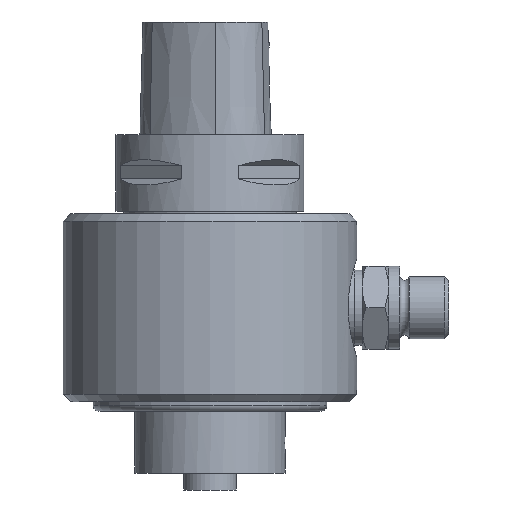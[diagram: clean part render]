
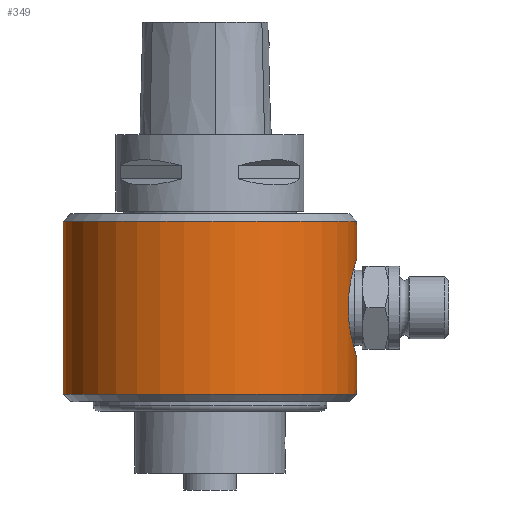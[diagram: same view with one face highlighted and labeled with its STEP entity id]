
A CAD part, left-side view. The second image highlights one B-rep face of the part: STEP entity #349.
In plain terms, the highlighted cylindrical face has radius 39 mm (diameter 78 mm), a full revolution.
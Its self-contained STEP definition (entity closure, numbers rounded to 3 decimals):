
#100=B_SPLINE_CURVE_WITH_KNOTS('',3,(#2105,#2106,#2107,#2108,#2109,#2110,#2111,#2112,
     #2113,#2114,#2115,#2116,#2117,#2118,#2119,#2120,#2121,#2122),.UNSPECIFIED.,
     .T.,.F.,(2,2,2,2,2,2,2,2,2,2,2),(-0.125,0.0,0.125,0.25,0.375,0.5,0.625,0.75,
     0.875,1.0,1.125),.UNSPECIFIED.);
#210=CYLINDRICAL_SURFACE('',#1431,39.0);
#349=ADVANCED_FACE('',(#476,#477,#478),#210,.T.);
#476=FACE_BOUND('',#586,.T.);
#477=FACE_BOUND('',#587,.T.);
#478=FACE_BOUND('',#588,.T.);
#586=EDGE_LOOP('',(#799));
#587=EDGE_LOOP('',(#800));
#588=EDGE_LOOP('',(#801));
#799=ORIENTED_EDGE('',*,*,#1184,.F.);
#800=ORIENTED_EDGE('',*,*,#1182,.T.);
#801=ORIENTED_EDGE('',*,*,#1180,.T.);
#1047=VERTEX_POINT('',#2096);
#1049=VERTEX_POINT('',#2101);
#1051=VERTEX_POINT('',#2123);
#1180=EDGE_CURVE('',#1047,#1047,#1306,.T.);
#1182=EDGE_CURVE('',#1049,#1049,#1308,.T.);
#1184=EDGE_CURVE('',#1051,#1051,#100,.T.);
#1306=CIRCLE('',#1425,39.0);
#1308=CIRCLE('',#1428,39.0);
#1425=AXIS2_PLACEMENT_3D('',#2095,#1696,#1697);
#1428=AXIS2_PLACEMENT_3D('',#2100,#1702,#1703);
#1431=AXIS2_PLACEMENT_3D('',#2124,#1708,#1709);
#1696=DIRECTION('',(0.0,0.0,1.0));
#1697=DIRECTION('',(0.0,-1.0,0.0));
#1702=DIRECTION('',(0.0,0.0,-1.0));
#1703=DIRECTION('',(0.0,1.0,0.0));
#1708=DIRECTION('',(0.0,0.0,-1.0));
#1709=DIRECTION('',(0.0,-1.0,0.0));
#2095=CARTESIAN_POINT('',(0.0,0.0,-69.0));
#2096=CARTESIAN_POINT('',(0.0,-39.0,-69.0));
#2100=CARTESIAN_POINT('',(0.0,0.0,-23.0));
#2101=CARTESIAN_POINT('',(0.0,39.0,-23.0));
#2105=CARTESIAN_POINT('',(3.462,-39.0,-33.0));
#2106=CARTESIAN_POINT('',(-3.462,-39.0,-33.0));
#2107=CARTESIAN_POINT('',(-6.817,-38.478,-34.43));
#2108=CARTESIAN_POINT('',(-11.575,-37.323,-39.191));
#2109=CARTESIAN_POINT('',(-12.998,-36.77,-42.572));
#2110=CARTESIAN_POINT('',(-13.002,-36.769,-49.41));
#2111=CARTESIAN_POINT('',(-11.585,-37.321,-52.8));
#2112=CARTESIAN_POINT('',(-6.799,-38.482,-57.586));
#2113=CARTESIAN_POINT('',(-3.416,-39.,-58.999));
#2114=CARTESIAN_POINT('',(3.405,-39.,-59.001));
#2115=CARTESIAN_POINT('',(6.79,-38.484,-57.594));
#2116=CARTESIAN_POINT('',(11.593,-37.319,-52.793));
#2117=CARTESIAN_POINT('',(13.,-36.77,-49.428));
#2118=CARTESIAN_POINT('',(13.,-36.769,-42.574));
#2119=CARTESIAN_POINT('',(11.578,-37.323,-39.194));
#2120=CARTESIAN_POINT('',(6.812,-38.479,-34.426));
#2121=CARTESIAN_POINT('',(3.462,-39.0,-33.0));
#2122=CARTESIAN_POINT('',(-3.462,-39.0,-33.0));
#2123=CARTESIAN_POINT('',(0.,-39.0,-33.0));
#2124=CARTESIAN_POINT('',(0.0,0.0,-21.0));
